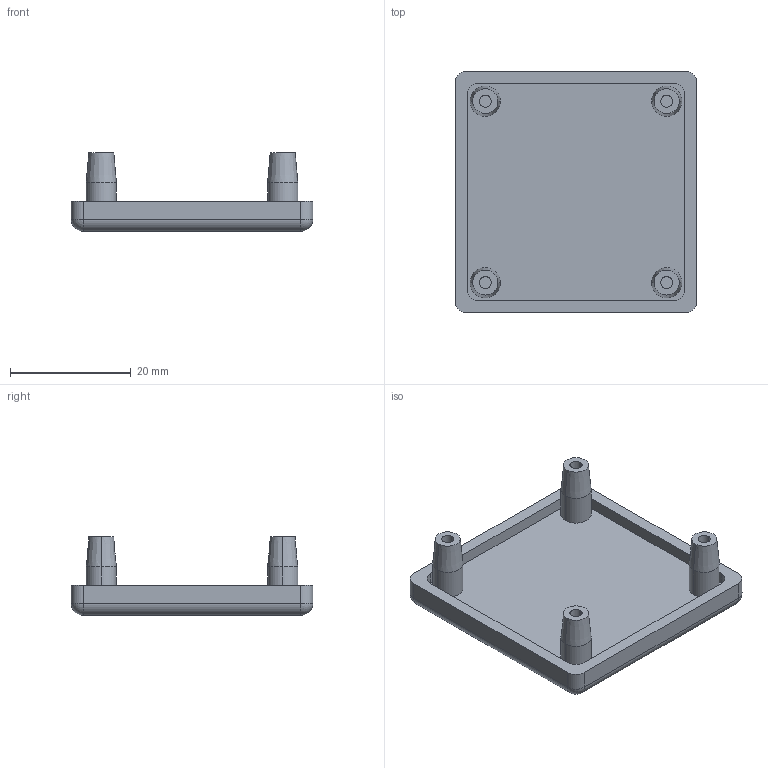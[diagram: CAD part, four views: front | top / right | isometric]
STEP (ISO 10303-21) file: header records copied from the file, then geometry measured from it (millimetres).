
FILE_DESCRIPTION (( 'STEP AP214' ), '1' );
FILE_NAME ('5.04.SP40.STEP', '2025-06-12T18:47:38', ( '' ), ( '' ), 'SwSTEP 2.0', 'SolidWorks 2023', '' );
FILE_SCHEMA (( 'AUTOMOTIVE_DESIGN' ));
Length unit declared in the file: millimetre
Products named in the file (1): 5.04.SP40
Bounding box: 40 x 40 x 13 mm (x, y, z)
Volume: 5860.7 mm3; surface area: 4949.1 mm2
Topology: 1 solids, 1 shells, 59 faces, 128 edges, 76 vertices
Faces by surface type: cylinder 28, plane 19, cone 8, sphere 4
Entity records: 1605 total; most frequent: DIRECTION 308, CARTESIAN_POINT 260, ORIENTED_EDGE 248, AXIS2_PLACEMENT_3D 124, EDGE_CURVE 124, VERTEX_POINT 76, EDGE_LOOP 68, CIRCLE 64
